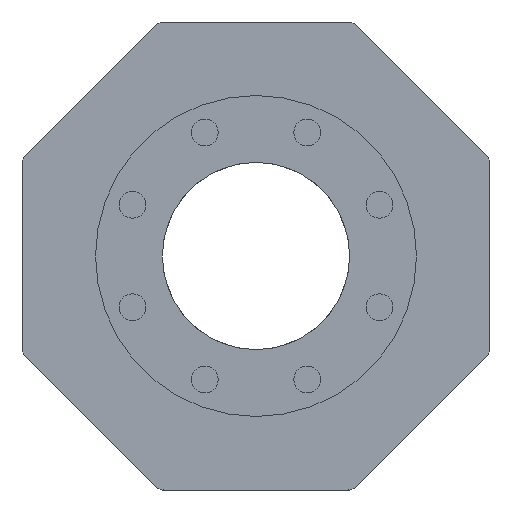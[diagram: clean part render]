
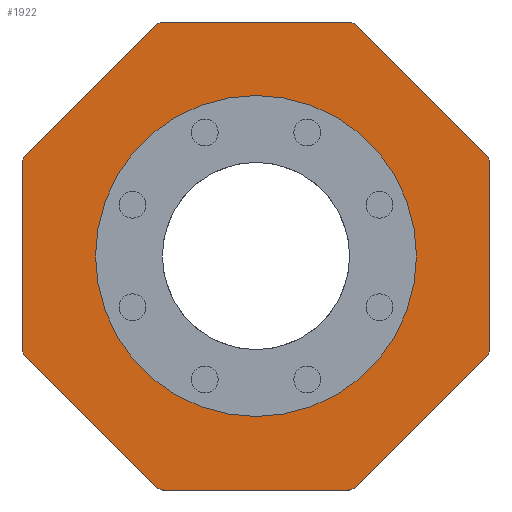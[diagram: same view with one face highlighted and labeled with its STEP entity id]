
A CAD part, left-side view. The second image highlights one B-rep face of the part: STEP entity #1922.
In plain terms, the highlighted planar face has unit normal (-1, 0, 0).
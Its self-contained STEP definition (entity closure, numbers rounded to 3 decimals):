
#92=FACE_BOUND('',#473,.T.);
#172=PLANE('',#2182);
#300=FACE_OUTER_BOUND('',#472,.T.);
#472=EDGE_LOOP('',(#1694,#1695,#1696,#1697,#1698,#1699,#1700,#1701,#1702,
#1703,#1704,#1705,#1706,#1707,#1708,#1709));
#473=EDGE_LOOP('',(#1710));
#552=LINE('',#3457,#660);
#556=LINE('',#3465,#664);
#559=LINE('',#3471,#667);
#562=LINE('',#3478,#670);
#566=LINE('',#3486,#674);
#569=LINE('',#3492,#677);
#572=LINE('',#3499,#680);
#576=LINE('',#3507,#684);
#579=LINE('',#3513,#687);
#582=LINE('',#3520,#690);
#586=LINE('',#3528,#694);
#589=LINE('',#3534,#697);
#596=LINE('',#3544,#704);
#597=LINE('',#3546,#705);
#598=LINE('',#3547,#706);
#599=LINE('',#3548,#707);
#660=VECTOR('',#2706,10.);
#664=VECTOR('',#2712,10.);
#667=VECTOR('',#2717,10.);
#670=VECTOR('',#2722,10.);
#674=VECTOR('',#2728,10.);
#677=VECTOR('',#2733,10.);
#680=VECTOR('',#2738,10.);
#684=VECTOR('',#2744,10.);
#687=VECTOR('',#2749,10.);
#690=VECTOR('',#2754,10.);
#694=VECTOR('',#2760,10.);
#697=VECTOR('',#2765,10.);
#704=VECTOR('',#2776,10.);
#705=VECTOR('',#2779,10.);
#706=VECTOR('',#2780,10.);
#707=VECTOR('',#2781,10.);
#720=CIRCLE('',#1955,24.);
#830=VERTEX_POINT('',#2817);
#953=VERTEX_POINT('',#3455);
#954=VERTEX_POINT('',#3456);
#957=VERTEX_POINT('',#3464);
#959=VERTEX_POINT('',#3470);
#961=VERTEX_POINT('',#3476);
#962=VERTEX_POINT('',#3477);
#965=VERTEX_POINT('',#3485);
#967=VERTEX_POINT('',#3491);
#969=VERTEX_POINT('',#3497);
#970=VERTEX_POINT('',#3498);
#973=VERTEX_POINT('',#3506);
#975=VERTEX_POINT('',#3512);
#977=VERTEX_POINT('',#3518);
#978=VERTEX_POINT('',#3519);
#981=VERTEX_POINT('',#3527);
#983=VERTEX_POINT('',#3533);
#999=EDGE_CURVE('',#830,#830,#720,.T.);
#1188=EDGE_CURVE('',#953,#954,#552,.T.);
#1192=EDGE_CURVE('',#954,#957,#556,.T.);
#1195=EDGE_CURVE('',#957,#959,#559,.T.);
#1198=EDGE_CURVE('',#961,#962,#562,.T.);
#1202=EDGE_CURVE('',#962,#965,#566,.T.);
#1205=EDGE_CURVE('',#965,#967,#569,.T.);
#1208=EDGE_CURVE('',#969,#970,#572,.T.);
#1212=EDGE_CURVE('',#970,#973,#576,.T.);
#1215=EDGE_CURVE('',#973,#975,#579,.T.);
#1218=EDGE_CURVE('',#977,#978,#582,.T.);
#1222=EDGE_CURVE('',#978,#981,#586,.T.);
#1225=EDGE_CURVE('',#981,#983,#589,.T.);
#1232=EDGE_CURVE('',#967,#977,#596,.T.);
#1233=EDGE_CURVE('',#959,#961,#597,.T.);
#1234=EDGE_CURVE('',#969,#983,#598,.T.);
#1235=EDGE_CURVE('',#975,#953,#599,.T.);
#1694=ORIENTED_EDGE('',*,*,#1188,.T.);
#1695=ORIENTED_EDGE('',*,*,#1192,.T.);
#1696=ORIENTED_EDGE('',*,*,#1195,.T.);
#1697=ORIENTED_EDGE('',*,*,#1233,.T.);
#1698=ORIENTED_EDGE('',*,*,#1198,.T.);
#1699=ORIENTED_EDGE('',*,*,#1202,.T.);
#1700=ORIENTED_EDGE('',*,*,#1205,.T.);
#1701=ORIENTED_EDGE('',*,*,#1232,.T.);
#1702=ORIENTED_EDGE('',*,*,#1218,.T.);
#1703=ORIENTED_EDGE('',*,*,#1222,.T.);
#1704=ORIENTED_EDGE('',*,*,#1225,.T.);
#1705=ORIENTED_EDGE('',*,*,#1234,.F.);
#1706=ORIENTED_EDGE('',*,*,#1208,.T.);
#1707=ORIENTED_EDGE('',*,*,#1212,.T.);
#1708=ORIENTED_EDGE('',*,*,#1215,.T.);
#1709=ORIENTED_EDGE('',*,*,#1235,.T.);
#1710=ORIENTED_EDGE('',*,*,#999,.T.);
#1922=ADVANCED_FACE('',(#300,#92),#172,.T.);
#1955=AXIS2_PLACEMENT_3D('',#2819,#2220,#2221);
#2182=AXIS2_PLACEMENT_3D('',#3545,#2777,#2778);
#2220=DIRECTION('center_axis',(1.,0.,0.));
#2221=DIRECTION('ref_axis',(0.,-1.,0.));
#2706=DIRECTION('',(0.,0.383,0.924));
#2712=DIRECTION('',(0.,0.707,0.707));
#2717=DIRECTION('',(0.,0.924,0.383));
#2722=DIRECTION('',(0.,0.924,-0.383));
#2728=DIRECTION('',(0.,0.707,-0.707));
#2733=DIRECTION('',(0.,0.383,-0.924));
#2738=DIRECTION('',(0.,-0.924,0.383));
#2744=DIRECTION('',(0.,-0.707,0.707));
#2749=DIRECTION('',(0.,-0.383,0.924));
#2754=DIRECTION('',(0.,-0.383,-0.924));
#2760=DIRECTION('',(0.,-0.707,-0.707));
#2765=DIRECTION('',(0.,-0.924,-0.383));
#2776=DIRECTION('',(0.,0.,-1.));
#2777=DIRECTION('center_axis',(-1.,0.,0.));
#2778=DIRECTION('ref_axis',(0.,0.,1.));
#2779=DIRECTION('',(0.,1.,0.));
#2780=DIRECTION('',(0.,1.,0.));
#2781=DIRECTION('',(0.,0.,1.));
#2817=CARTESIAN_POINT('',(-14.,24.,35.));
#2819=CARTESIAN_POINT('Origin',(-14.,0.,35.));
#3455=CARTESIAN_POINT('',(-14.,-35.,49.));
#3456=CARTESIAN_POINT('',(-14.,-34.648,49.849));
#3457=CARTESIAN_POINT('',(-14.,-40.923,34.7));
#3464=CARTESIAN_POINT('',(-14.,-14.849,69.648));
#3465=CARTESIAN_POINT('',(-14.,-28.549,55.948));
#3470=CARTESIAN_POINT('',(-14.,-14.,70.));
#3471=CARTESIAN_POINT('',(-14.,-20.399,67.349));
#3476=CARTESIAN_POINT('',(-14.,14.,70.));
#3477=CARTESIAN_POINT('',(-14.,14.849,69.648));
#3478=CARTESIAN_POINT('',(-14.,20.824,67.173));
#3485=CARTESIAN_POINT('',(-14.,34.648,49.849));
#3486=CARTESIAN_POINT('',(-14.,38.448,46.049));
#3491=CARTESIAN_POINT('',(-14.,35.,49.));
#3492=CARTESIAN_POINT('',(-14.,41.099,34.275));
#3497=CARTESIAN_POINT('',(-14.,-14.,0.));
#3498=CARTESIAN_POINT('',(-14.,-14.849,0.352));
#3499=CARTESIAN_POINT('',(-14.,-8.45,-2.299));
#3506=CARTESIAN_POINT('',(-14.,-34.648,20.151));
#3507=CARTESIAN_POINT('',(-14.,-20.948,6.451));
#3512=CARTESIAN_POINT('',(-14.,-35.,21.));
#3513=CARTESIAN_POINT('',(-14.,-28.725,5.851));
#3518=CARTESIAN_POINT('',(-14.,35.,21.));
#3519=CARTESIAN_POINT('',(-14.,34.648,20.151));
#3520=CARTESIAN_POINT('',(-14.,28.549,5.426));
#3527=CARTESIAN_POINT('',(-14.,14.849,0.352));
#3528=CARTESIAN_POINT('',(-14.,11.049,-3.448));
#3533=CARTESIAN_POINT('',(-14.,14.,0.));
#3534=CARTESIAN_POINT('',(-14.,8.025,-2.475));
#3544=CARTESIAN_POINT('',(-14.,35.,17.5));
#3545=CARTESIAN_POINT('Origin',(-14.,0.,0.));
#3546=CARTESIAN_POINT('',(-14.,0.,70.));
#3547=CARTESIAN_POINT('',(-14.,0.,0.));
#3548=CARTESIAN_POINT('',(-14.,-35.,52.5));
